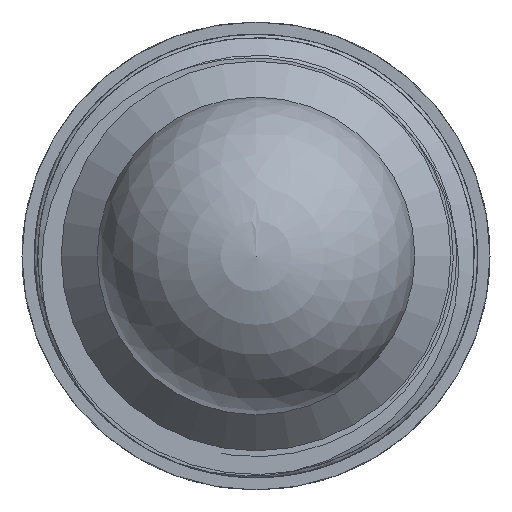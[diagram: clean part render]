
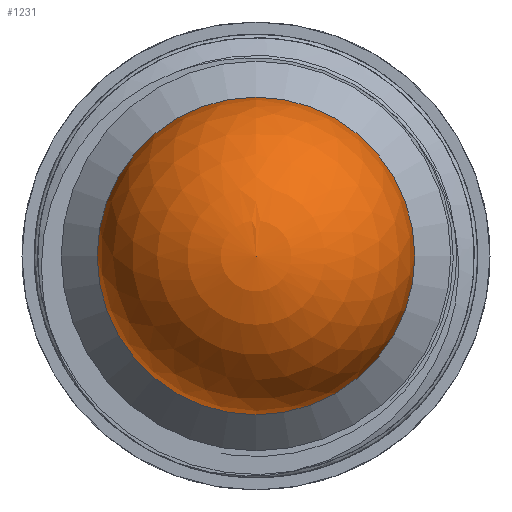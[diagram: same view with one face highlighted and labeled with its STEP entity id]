
A CAD part, front view. The second image highlights one B-rep face of the part: STEP entity #1231.
In plain terms, the highlighted spherical face has radius 7.5 mm.
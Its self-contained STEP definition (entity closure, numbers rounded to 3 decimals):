
#27=SPHERICAL_SURFACE('',#1385,7.5);
#143=FACE_OUTER_BOUND('',#230,.T.);
#230=EDGE_LOOP('',(#1005,#1006,#1007,#1008));
#314=CIRCLE('',#1386,7.5);
#315=CIRCLE('',#1387,7.5);
#316=CIRCLE('',#1388,7.5);
#569=VERTEX_POINT('',#6688);
#570=VERTEX_POINT('',#6689);
#571=VERTEX_POINT('',#6691);
#726=EDGE_CURVE('',#569,#570,#314,.T.);
#727=EDGE_CURVE('',#570,#571,#315,.T.);
#728=EDGE_CURVE('',#570,#569,#316,.T.);
#1005=ORIENTED_EDGE('',*,*,#726,.T.);
#1006=ORIENTED_EDGE('',*,*,#727,.T.);
#1007=ORIENTED_EDGE('',*,*,#727,.F.);
#1008=ORIENTED_EDGE('',*,*,#728,.T.);
#1231=ADVANCED_FACE('',(#143),#27,.T.);
#1385=AXIS2_PLACEMENT_3D('',#6687,#1711,#1712);
#1386=AXIS2_PLACEMENT_3D('',#6690,#1713,#1714);
#1387=AXIS2_PLACEMENT_3D('',#6692,#1715,#1716);
#1388=AXIS2_PLACEMENT_3D('',#6693,#1717,#1718);
#1711=DIRECTION('center_axis',(0.,1.,0.));
#1712=DIRECTION('ref_axis',(0.,0.,-1.));
#1713=DIRECTION('center_axis',(0.,-1.,0.));
#1714=DIRECTION('ref_axis',(1.,0.,0.));
#1715=DIRECTION('center_axis',(1.,0.,0.));
#1716=DIRECTION('ref_axis',(0.,0.,1.));
#1717=DIRECTION('center_axis',(0.,-1.,0.));
#1718=DIRECTION('ref_axis',(1.,0.,0.));
#6687=CARTESIAN_POINT('Origin',(0.,7.5,0.));
#6688=CARTESIAN_POINT('',(-7.5,7.5,0.));
#6689=CARTESIAN_POINT('',(0.,7.5,7.5));
#6690=CARTESIAN_POINT('Origin',(0.,7.5,0.));
#6691=CARTESIAN_POINT('',(0.,0.,0.));
#6692=CARTESIAN_POINT('Origin',(0.,7.5,0.));
#6693=CARTESIAN_POINT('Origin',(0.,7.5,0.));
